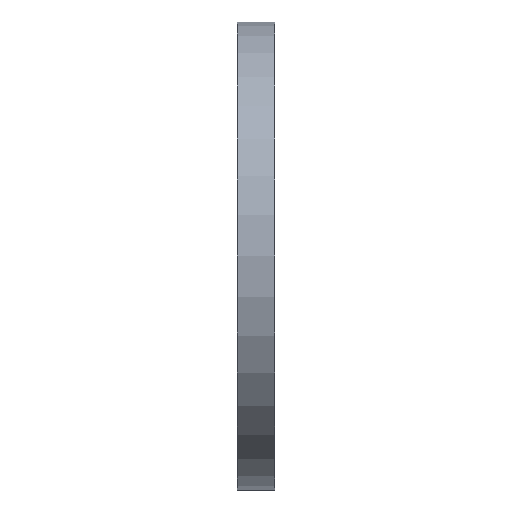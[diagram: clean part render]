
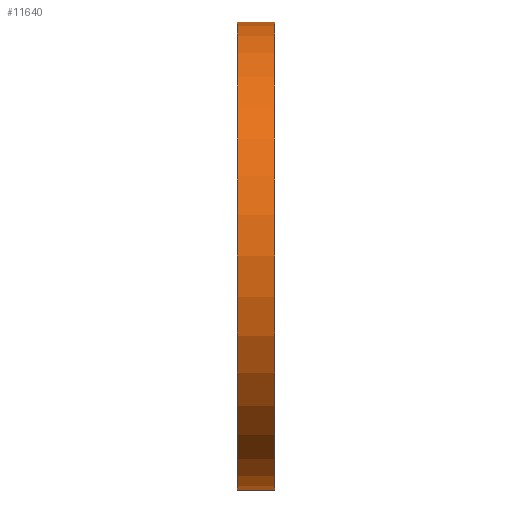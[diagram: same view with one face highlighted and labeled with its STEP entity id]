
A CAD part, left-side view. The second image highlights one B-rep face of the part: STEP entity #11640.
In plain terms, the highlighted cylindrical face has radius 50 mm (diameter 100 mm), a partial arc.
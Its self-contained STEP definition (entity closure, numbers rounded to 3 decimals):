
#43 = VERTEX_POINT ( 'NONE', #3330 ) ;
#117 = AXIS2_PLACEMENT_3D ( 'NONE', #12667, #13858, #9199 ) ;
#156 = VERTEX_POINT ( 'NONE', #8891 ) ;
#226 = VECTOR ( 'NONE', #13235, 1000. ) ;
#252 = DIRECTION ( 'NONE',  ( 0., 1., 0. ) ) ;
#2823 = ORIENTED_EDGE ( 'NONE', *, *, #10041, .T. ) ;
#3330 = CARTESIAN_POINT ( 'NONE',  ( 0., 0., 50. ) ) ;
#3690 = VERTEX_POINT ( 'NONE', #15169 ) ;
#3701 = VERTEX_POINT ( 'NONE', #4643 ) ;
#4643 = CARTESIAN_POINT ( 'NONE',  ( 0., 8., -50. ) ) ;
#5990 = CYLINDRICAL_SURFACE ( 'NONE', #117, 50. ) ;
#6214 = CARTESIAN_POINT ( 'NONE',  ( 0., 0., 0. ) ) ;
#6325 = DIRECTION ( 'NONE',  ( 0., -1., 0. ) ) ;
#6716 = EDGE_CURVE ( 'NONE', #156, #43, #9834, .T. ) ;
#7320 = CARTESIAN_POINT ( 'NONE',  ( 0., 8., 0. ) ) ;
#7725 = ORIENTED_EDGE ( 'NONE', *, *, #10207, .T. ) ;
#8262 = CIRCLE ( 'NONE', #9216, 50. ) ;
#8421 = AXIS2_PLACEMENT_3D ( 'NONE', #6214, #252, #14466 ) ;
#8434 = LINE ( 'NONE', #9980, #9549 ) ;
#8779 = CARTESIAN_POINT ( 'NONE',  ( 0., 8., 50. ) ) ;
#8891 = CARTESIAN_POINT ( 'NONE',  ( 0., 8., 50. ) ) ;
#9199 = DIRECTION ( 'NONE',  ( 0., 0., -1. ) ) ;
#9216 = AXIS2_PLACEMENT_3D ( 'NONE', #7320, #13271, #10890 ) ;
#9549 = VECTOR ( 'NONE', #6325, 1000. ) ;
#9696 = FACE_OUTER_BOUND ( 'NONE', #10333, .T. ) ;
#9834 = LINE ( 'NONE', #8779, #226 ) ;
#9980 = CARTESIAN_POINT ( 'NONE',  ( 0., 8., -50. ) ) ;
#10041 = EDGE_CURVE ( 'NONE', #3701, #3690, #8434, .T. ) ;
#10207 = EDGE_CURVE ( 'NONE', #3690, #43, #11380, .T. ) ;
#10210 = EDGE_CURVE ( 'NONE', #3701, #156, #8262, .T. ) ;
#10333 = EDGE_LOOP ( 'NONE', ( #10378, #13008, #2823, #7725 ) ) ;
#10378 = ORIENTED_EDGE ( 'NONE', *, *, #6716, .F. ) ;
#10890 = DIRECTION ( 'NONE',  ( 0., 0., 1. ) ) ;
#11380 = CIRCLE ( 'NONE', #8421, 50. ) ;
#11640 = ADVANCED_FACE ( 'NONE', ( #9696 ), #5990, .T. ) ;
#12667 = CARTESIAN_POINT ( 'NONE',  ( 0., 8., 0. ) ) ;
#13008 = ORIENTED_EDGE ( 'NONE', *, *, #10210, .F. ) ;
#13235 = DIRECTION ( 'NONE',  ( 0., -1., 0. ) ) ;
#13271 = DIRECTION ( 'NONE',  ( 0., 1., 0. ) ) ;
#13858 = DIRECTION ( 'NONE',  ( 0., -1., 0. ) ) ;
#14466 = DIRECTION ( 'NONE',  ( 0., 0., 1. ) ) ;
#15169 = CARTESIAN_POINT ( 'NONE',  ( 0., 0., -50. ) ) ;
